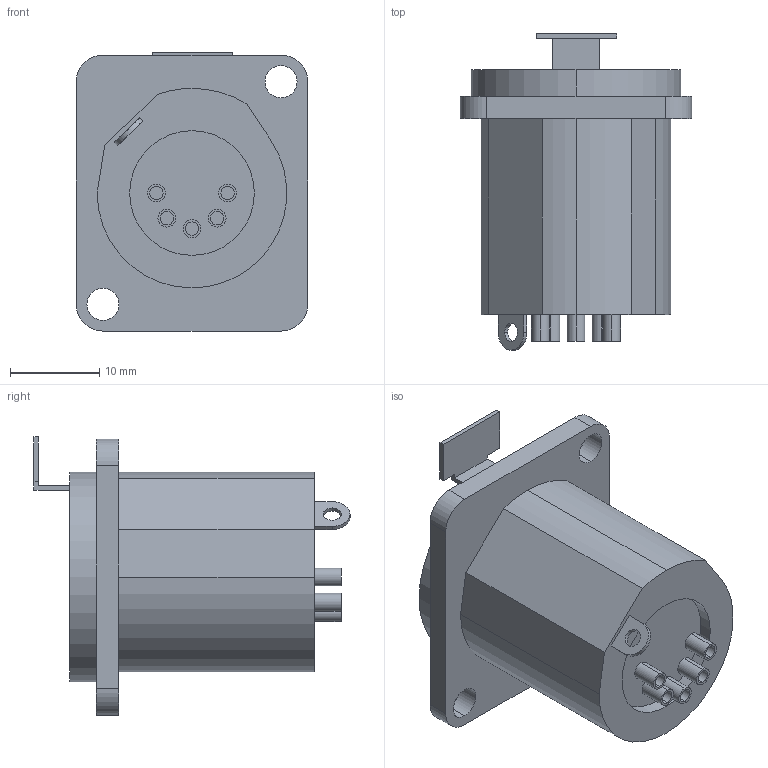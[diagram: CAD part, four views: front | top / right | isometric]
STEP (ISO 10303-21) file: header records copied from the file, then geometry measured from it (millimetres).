
FILE_DESCRIPTION (( 'STEP AP214' ), '1' );
FILE_NAME ('Embase XLR.STEP', '2014-07-15T15:00:21', ( 'Home' ), ( '' ), 'SwSTEP 2.0', 'SolidWorks 2013', '' );
FILE_SCHEMA (( 'AUTOMOTIVE_DESIGN' ));
Length unit declared in the file: millimetre
Products named in the file (1): Embase XLR
Bounding box: 26 x 35.5 x 31.23 mm (x, y, z)
Volume: 9049 mm3; surface area: 6051 mm2
Topology: 6 solids, 6 shells, 98 faces, 225 edges, 150 vertices
Faces by surface type: cylinder 52, plane 46
Entity records: 3113 total; most frequent: DIRECTION 529, CARTESIAN_POINT 474, ORIENTED_EDGE 450, EDGE_CURVE 225, AXIS2_PLACEMENT_3D 205, VERTEX_POINT 150, EDGE_LOOP 125, VECTOR 119
